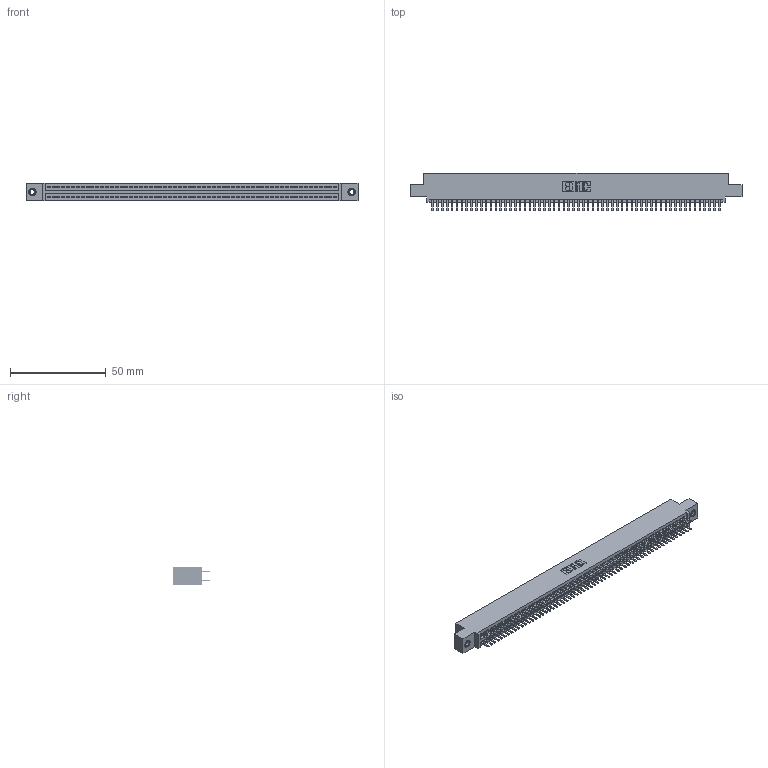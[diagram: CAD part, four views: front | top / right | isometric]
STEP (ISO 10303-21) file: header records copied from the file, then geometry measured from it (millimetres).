
FILE_DESCRIPTION (( 'STEP AP203' ), '1' );
FILE_NAME ('395-120-520-507.STEP', '2019-10-28T03:37:02', ( '' ), ( '' ), 'SwSTEP 2.0', 'SolidWorks 2016', '' );
FILE_SCHEMA (( 'CONFIG_CONTROL_DESIGN' ));
Length unit declared in the file: inch
Products named in the file (4): 345 Part_0.110 Offset - 0.156 Dia-TI; 345-292-001_345-293-120; 345-250-001_345-250-005-103; 395-120-520-507
Assembly tree (123 placements, depth 2):
  395-120-520-507
    345 Part_0.110 Offset - 0.156 Dia-TI
    345-292-001_345-293-120  x120
    345-250-001_345-250-005-103  x2
Bounding box: 173.61 x 19.68 x 9.4 mm (x, y, z)
Volume: 16892 mm3; surface area: 25326.3 mm2
Topology: 123 solids, 123 shells, 6670 faces, 19329 edges, 12558 vertices
Faces by surface type: plane 4316, cylinder 2338, cone 12, torus 4
Entity records: 46086 total; most frequent: CARTESIAN_POINT 7703, ORIENTED_EDGE 7618, DIRECTION 6783, EDGE_CURVE 3809, VECTOR 3413, LINE 3413, VERTEX_POINT 2532, AXIS2_PLACEMENT_3D 1685
